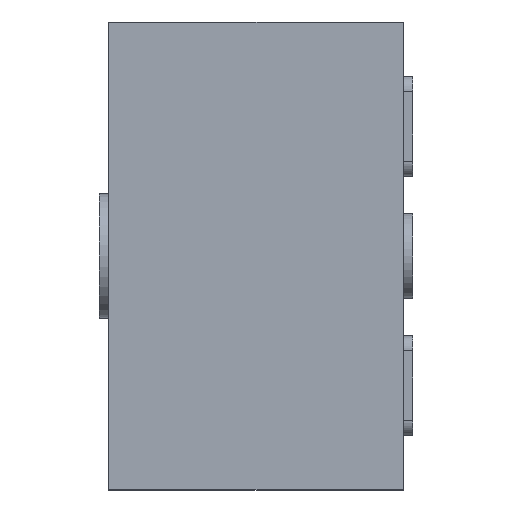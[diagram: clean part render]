
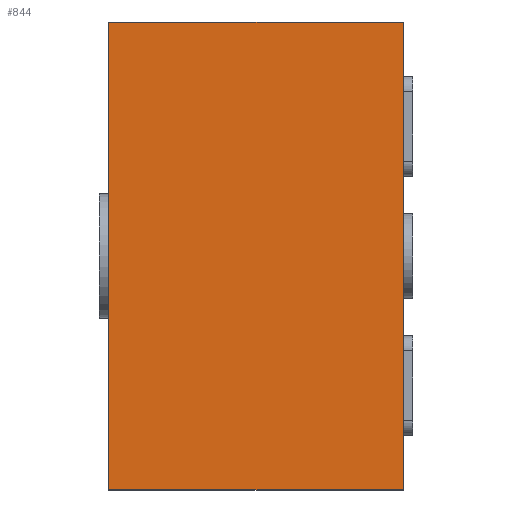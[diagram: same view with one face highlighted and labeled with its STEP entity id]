
A CAD part, left-side view. The second image highlights one B-rep face of the part: STEP entity #844.
In plain terms, the highlighted planar face has unit normal (-1, 0, 0).
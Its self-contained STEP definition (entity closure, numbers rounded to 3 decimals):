
#41 = FACE_OUTER_BOUND ( 'NONE', #2212, .T. ) ;
#56 = CARTESIAN_POINT ( 'NONE',  ( -0.845, 0.295, 0.47 ) ) ;
#110 = CARTESIAN_POINT ( 'NONE',  ( -0.845, -0.295, -0.469 ) ) ;
#148 = ORIENTED_EDGE ( 'NONE', *, *, #745, .F. ) ;
#237 = VECTOR ( 'NONE', #396, 1000. ) ;
#314 = VERTEX_POINT ( 'NONE', #110 ) ;
#337 = LINE ( 'NONE', #2507, #1023 ) ;
#387 = CARTESIAN_POINT ( 'NONE',  ( -0.845, 0.295, -0.469 ) ) ;
#395 = DIRECTION ( 'NONE',  ( 0., -1., 0. ) ) ;
#396 = DIRECTION ( 'NONE',  ( 0., 0., 1. ) ) ;
#564 = EDGE_CURVE ( 'NONE', #1350, #314, #1776, .T. ) ;
#569 = CARTESIAN_POINT ( 'NONE',  ( -0.845, 0.295, -0.469 ) ) ;
#608 = DIRECTION ( 'NONE',  ( 0., 0., -1. ) ) ;
#627 = CARTESIAN_POINT ( 'NONE',  ( -0.845, -0.295, 0.47 ) ) ;
#745 = EDGE_CURVE ( 'NONE', #1350, #1401, #2397, .T. ) ;
#791 = VERTEX_POINT ( 'NONE', #627 ) ;
#796 = PLANE ( 'NONE',  #1713 ) ;
#844 = ADVANCED_FACE ( 'NONE', ( #41 ), #796, .F. ) ;
#1004 = DIRECTION ( 'NONE',  ( 0., -1., 0. ) ) ;
#1022 = DIRECTION ( 'NONE',  ( 1., 0., 0. ) ) ;
#1023 = VECTOR ( 'NONE', #1917, 1000. ) ;
#1238 = CARTESIAN_POINT ( 'NONE',  ( -0.845, 0.295, 0.47 ) ) ;
#1350 = VERTEX_POINT ( 'NONE', #569 ) ;
#1401 = VERTEX_POINT ( 'NONE', #56 ) ;
#1573 = LINE ( 'NONE', #2367, #2245 ) ;
#1589 = CARTESIAN_POINT ( 'NONE',  ( -0.845, 0.295, 0.47 ) ) ;
#1640 = ORIENTED_EDGE ( 'NONE', *, *, #2158, .F. ) ;
#1713 = AXIS2_PLACEMENT_3D ( 'NONE', #1238, #1022, #608 ) ;
#1776 = LINE ( 'NONE', #387, #2090 ) ;
#1917 = DIRECTION ( 'NONE',  ( 0., 0., 1. ) ) ;
#2090 = VECTOR ( 'NONE', #395, 1000. ) ;
#2157 = ORIENTED_EDGE ( 'NONE', *, *, #2476, .T. ) ;
#2158 = EDGE_CURVE ( 'NONE', #1401, #791, #1573, .T. ) ;
#2212 = EDGE_LOOP ( 'NONE', ( #2157, #1640, #148, #2257 ) ) ;
#2245 = VECTOR ( 'NONE', #1004, 1000. ) ;
#2257 = ORIENTED_EDGE ( 'NONE', *, *, #564, .T. ) ;
#2367 = CARTESIAN_POINT ( 'NONE',  ( -0.845, 0.295, 0.47 ) ) ;
#2397 = LINE ( 'NONE', #1589, #237 ) ;
#2476 = EDGE_CURVE ( 'NONE', #314, #791, #337, .T. ) ;
#2507 = CARTESIAN_POINT ( 'NONE',  ( -0.845, -0.295, 0.47 ) ) ;
